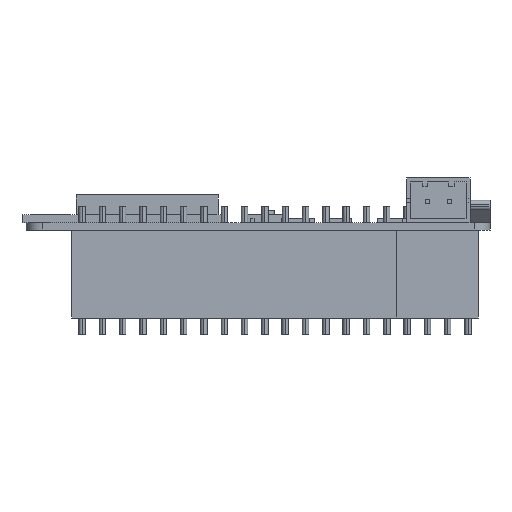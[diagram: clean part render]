
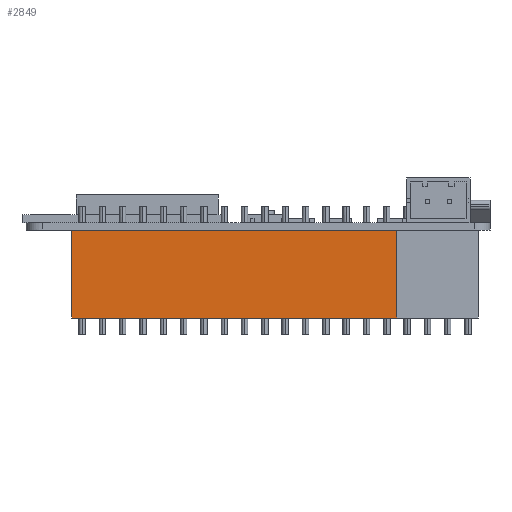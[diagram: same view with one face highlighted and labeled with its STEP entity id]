
A CAD part, left-side view. The second image highlights one B-rep face of the part: STEP entity #2849.
In plain terms, the highlighted planar face has unit normal (-1, 0, 0).
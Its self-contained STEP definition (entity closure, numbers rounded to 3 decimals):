
#320 = PLANE('',#321);
#321 = AXIS2_PLACEMENT_3D('',#322,#323,#324);
#322 = CARTESIAN_POINT('',(0.,0.,-11.));
#323 = DIRECTION('',(0.,0.,-1.));
#324 = DIRECTION('',(1.,0.,0.));
#2849 = ADVANCED_FACE('',(#2850),#2864,.T.);
#2850 = FACE_BOUND('',#2851,.T.);
#2851 = EDGE_LOOP('',(#2852,#2887,#2915,#2943));
#2852 = ORIENTED_EDGE('',*,*,#2853,.F.);
#2853 = EDGE_CURVE('',#2854,#2856,#2858,.T.);
#2854 = VERTEX_POINT('',#2855);
#2855 = CARTESIAN_POINT('',(-12.4,-17.37,0.));
#2856 = VERTEX_POINT('',#2857);
#2857 = CARTESIAN_POINT('',(-12.4,-17.37,-11.));
#2858 = SURFACE_CURVE('',#2859,(#2863,#2875),.PCURVE_S1.);
#2859 = LINE('',#2860,#2861);
#2860 = CARTESIAN_POINT('',(-12.4,-17.37,-5.5));
#2861 = VECTOR('',#2862,1.);
#2862 = DIRECTION('',(0.,0.,-1.));
#2863 = PCURVE('',#2864,#2869);
#2864 = PLANE('',#2865);
#2865 = AXIS2_PLACEMENT_3D('',#2866,#2867,#2868);
#2866 = CARTESIAN_POINT('',(-12.4,-17.37,0.));
#2867 = DIRECTION('',(-1.,0.,0.));
#2868 = DIRECTION('',(0.,1.,0.));
#2869 = DEFINITIONAL_REPRESENTATION('',(#2870),#2874);
#2870 = LINE('',#2871,#2872);
#2871 = CARTESIAN_POINT('',(0.,5.5));
#2872 = VECTOR('',#2873,1.);
#2873 = DIRECTION('',(0.,1.));
#2874 = ( GEOMETRIC_REPRESENTATION_CONTEXT(2) 
PARAMETRIC_REPRESENTATION_CONTEXT() REPRESENTATION_CONTEXT('2D SPACE',''
  ) );
#2875 = PCURVE('',#2876,#2881);
#2876 = PLANE('',#2877);
#2877 = AXIS2_PLACEMENT_3D('',#2878,#2879,#2880);
#2878 = CARTESIAN_POINT('',(-12.4,-17.37,0.));
#2879 = DIRECTION('',(0.,1.,0.));
#2880 = DIRECTION('',(1.,0.,0.));
#2881 = DEFINITIONAL_REPRESENTATION('',(#2882),#2886);
#2882 = LINE('',#2883,#2884);
#2883 = CARTESIAN_POINT('',(0.,5.5));
#2884 = VECTOR('',#2885,1.);
#2885 = DIRECTION('',(0.,1.));
#2886 = ( GEOMETRIC_REPRESENTATION_CONTEXT(2) 
PARAMETRIC_REPRESENTATION_CONTEXT() REPRESENTATION_CONTEXT('2D SPACE',''
  ) );
#2887 = ORIENTED_EDGE('',*,*,#2888,.T.);
#2888 = EDGE_CURVE('',#2854,#2889,#2891,.T.);
#2889 = VERTEX_POINT('',#2890);
#2890 = CARTESIAN_POINT('',(-12.4,23.27,0.));
#2891 = SURFACE_CURVE('',#2892,(#2896,#2903),.PCURVE_S1.);
#2892 = LINE('',#2893,#2894);
#2893 = CARTESIAN_POINT('',(-12.4,2.95,0.));
#2894 = VECTOR('',#2895,1.);
#2895 = DIRECTION('',(0.,1.,0.));
#2896 = PCURVE('',#2864,#2897);
#2897 = DEFINITIONAL_REPRESENTATION('',(#2898),#2902);
#2898 = LINE('',#2899,#2900);
#2899 = CARTESIAN_POINT('',(20.32,0.));
#2900 = VECTOR('',#2901,1.);
#2901 = DIRECTION('',(1.,0.));
#2902 = ( GEOMETRIC_REPRESENTATION_CONTEXT(2) 
PARAMETRIC_REPRESENTATION_CONTEXT() REPRESENTATION_CONTEXT('2D SPACE',''
  ) );
#2903 = PCURVE('',#2904,#2909);
#2904 = PLANE('',#2905);
#2905 = AXIS2_PLACEMENT_3D('',#2906,#2907,#2908);
#2906 = CARTESIAN_POINT('',(0.,0.,0.));
#2907 = DIRECTION('',(0.,0.,-1.));
#2908 = DIRECTION('',(-1.,0.,0.));
#2909 = DEFINITIONAL_REPRESENTATION('',(#2910),#2914);
#2910 = LINE('',#2911,#2912);
#2911 = CARTESIAN_POINT('',(12.4,2.95));
#2912 = VECTOR('',#2913,1.);
#2913 = DIRECTION('',(0.,1.));
#2914 = ( GEOMETRIC_REPRESENTATION_CONTEXT(2) 
PARAMETRIC_REPRESENTATION_CONTEXT() REPRESENTATION_CONTEXT('2D SPACE',''
  ) );
#2915 = ORIENTED_EDGE('',*,*,#2916,.T.);
#2916 = EDGE_CURVE('',#2889,#2917,#2919,.T.);
#2917 = VERTEX_POINT('',#2918);
#2918 = CARTESIAN_POINT('',(-12.4,23.27,-11.));
#2919 = SURFACE_CURVE('',#2920,(#2924,#2931),.PCURVE_S1.);
#2920 = LINE('',#2921,#2922);
#2921 = CARTESIAN_POINT('',(-12.4,23.27,-5.5));
#2922 = VECTOR('',#2923,1.);
#2923 = DIRECTION('',(0.,0.,-1.));
#2924 = PCURVE('',#2864,#2925);
#2925 = DEFINITIONAL_REPRESENTATION('',(#2926),#2930);
#2926 = LINE('',#2927,#2928);
#2927 = CARTESIAN_POINT('',(40.64,5.5));
#2928 = VECTOR('',#2929,1.);
#2929 = DIRECTION('',(0.,1.));
#2930 = ( GEOMETRIC_REPRESENTATION_CONTEXT(2) 
PARAMETRIC_REPRESENTATION_CONTEXT() REPRESENTATION_CONTEXT('2D SPACE',''
  ) );
#2931 = PCURVE('',#2932,#2937);
#2932 = PLANE('',#2933);
#2933 = AXIS2_PLACEMENT_3D('',#2934,#2935,#2936);
#2934 = CARTESIAN_POINT('',(12.4,23.27,0.));
#2935 = DIRECTION('',(0.,-1.,0.));
#2936 = DIRECTION('',(-1.,0.,0.));
#2937 = DEFINITIONAL_REPRESENTATION('',(#2938),#2942);
#2938 = LINE('',#2939,#2940);
#2939 = CARTESIAN_POINT('',(24.8,5.5));
#2940 = VECTOR('',#2941,1.);
#2941 = DIRECTION('',(0.,1.));
#2942 = ( GEOMETRIC_REPRESENTATION_CONTEXT(2) 
PARAMETRIC_REPRESENTATION_CONTEXT() REPRESENTATION_CONTEXT('2D SPACE',''
  ) );
#2943 = ORIENTED_EDGE('',*,*,#2944,.F.);
#2944 = EDGE_CURVE('',#2856,#2917,#2945,.T.);
#2945 = SURFACE_CURVE('',#2946,(#2950,#2957),.PCURVE_S1.);
#2946 = LINE('',#2947,#2948);
#2947 = CARTESIAN_POINT('',(-12.4,2.95,-11.));
#2948 = VECTOR('',#2949,1.);
#2949 = DIRECTION('',(0.,1.,0.));
#2950 = PCURVE('',#2864,#2951);
#2951 = DEFINITIONAL_REPRESENTATION('',(#2952),#2956);
#2952 = LINE('',#2953,#2954);
#2953 = CARTESIAN_POINT('',(20.32,11.));
#2954 = VECTOR('',#2955,1.);
#2955 = DIRECTION('',(1.,0.));
#2956 = ( GEOMETRIC_REPRESENTATION_CONTEXT(2) 
PARAMETRIC_REPRESENTATION_CONTEXT() REPRESENTATION_CONTEXT('2D SPACE',''
  ) );
#2957 = PCURVE('',#320,#2958);
#2958 = DEFINITIONAL_REPRESENTATION('',(#2959),#2963);
#2959 = LINE('',#2960,#2961);
#2960 = CARTESIAN_POINT('',(-12.4,-2.95));
#2961 = VECTOR('',#2962,1.);
#2962 = DIRECTION('',(0.,-1.));
#2963 = ( GEOMETRIC_REPRESENTATION_CONTEXT(2) 
PARAMETRIC_REPRESENTATION_CONTEXT() REPRESENTATION_CONTEXT('2D SPACE',''
  ) );
